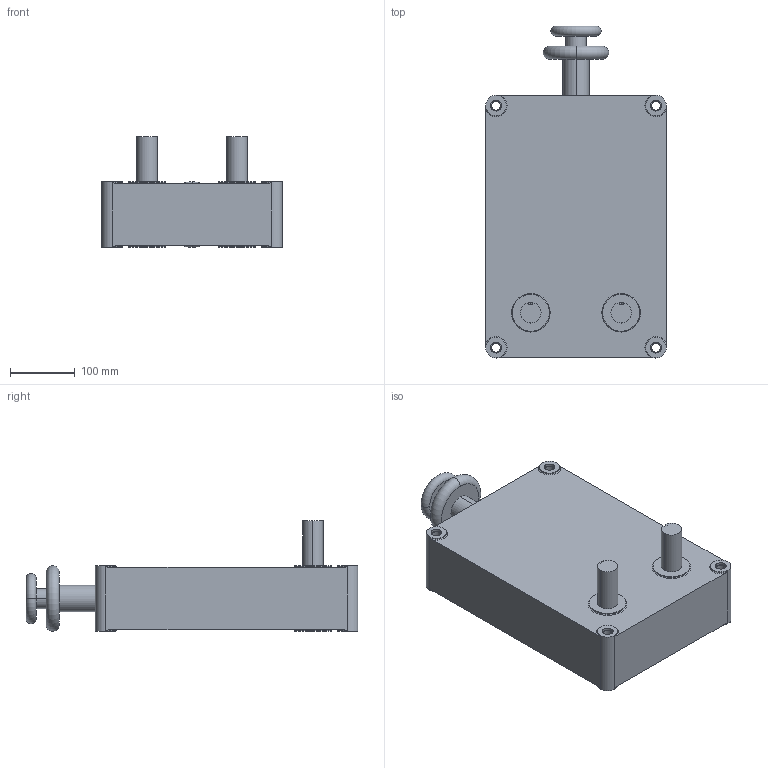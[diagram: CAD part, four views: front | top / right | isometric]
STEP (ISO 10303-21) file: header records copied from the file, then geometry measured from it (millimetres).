
FILE_DESCRIPTION (( 'STEP AP203' ), '1' );
FILE_NAME ('PV-40.step', '2011-08-15T12:18:11', ( '' ), ( '' ), 'SwSTEP 2.0', 'SolidWorks 2010', '' );
FILE_SCHEMA (( 'CONFIG_CONTROL_DESIGN' ));
Length unit declared in the file: inch
Products named in the file (1): PV-40
Bounding box: 279.4 x 513.73 x 171.45 mm (x, y, z)
Volume: 11325717.2 mm3; surface area: 427530.8 mm2
Topology: 1 solids, 1 shells, 120 faces, 278 edges, 178 vertices
Faces by surface type: cylinder 56, plane 38, torus 26
Entity records: 3707 total; most frequent: CARTESIAN_POINT 757, DIRECTION 666, ORIENTED_EDGE 556, AXIS2_PLACEMENT_3D 287, EDGE_CURVE 278, VERTEX_POINT 178, CIRCLE 166, EDGE_LOOP 146
